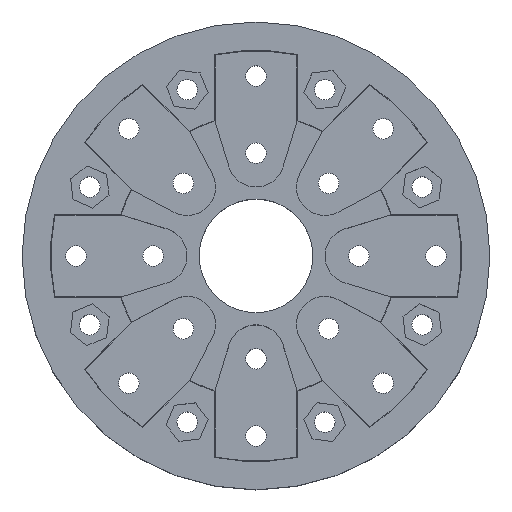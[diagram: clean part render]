
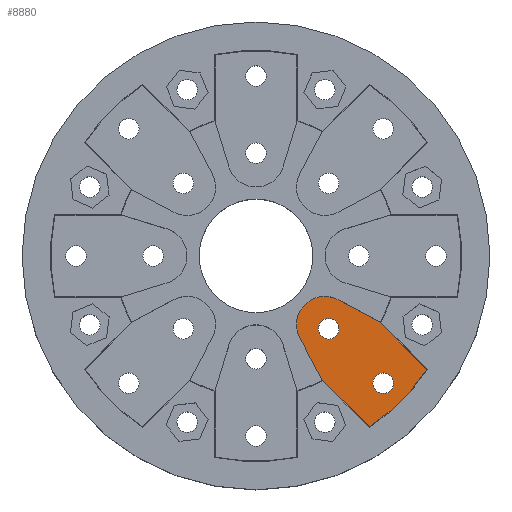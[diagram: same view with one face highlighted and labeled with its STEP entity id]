
A CAD part, top view. The second image highlights one B-rep face of the part: STEP entity #8880.
In plain terms, the highlighted planar face has unit normal (0, 0, 1).
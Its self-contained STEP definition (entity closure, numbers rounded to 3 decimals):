
#29=FACE_BOUND('',#940,.T.);
#30=FACE_BOUND('',#941,.T.);
#125=PLANE('',#9422);
#478=FACE_OUTER_BOUND('',#939,.T.);
#939=EDGE_LOOP('',(#6156,#6157,#6158,#6159,#6160,#6161,#6162,#6163));
#940=EDGE_LOOP('',(#6164));
#941=EDGE_LOOP('',(#6165));
#1498=LINE('',#12923,#2503);
#1501=LINE('',#12929,#2506);
#1502=LINE('',#12933,#2507);
#1503=LINE('',#12937,#2508);
#2503=VECTOR('',#10340,10.);
#2506=VECTOR('',#10345,10.);
#2507=VECTOR('',#10348,10.);
#2508=VECTOR('',#10351,10.);
#3478=CIRCLE('',#9344,2.);
#3520=CIRCLE('',#9407,2.);
#3527=CIRCLE('',#9419,5.5);
#3529=CIRCLE('',#9423,27.4);
#3530=CIRCLE('',#9424,39.9);
#3531=CIRCLE('',#9425,27.4);
#3812=VERTEX_POINT('',#12753);
#3854=VERTEX_POINT('',#12879);
#3867=VERTEX_POINT('',#12913);
#3868=VERTEX_POINT('',#12914);
#3871=VERTEX_POINT('',#12922);
#3873=VERTEX_POINT('',#12928);
#3874=VERTEX_POINT('',#12930);
#3875=VERTEX_POINT('',#12932);
#3876=VERTEX_POINT('',#12934);
#3877=VERTEX_POINT('',#12936);
#4706=EDGE_CURVE('',#3812,#3812,#3478,.T.);
#4769=EDGE_CURVE('',#3854,#3854,#3520,.T.);
#4784=EDGE_CURVE('',#3867,#3868,#3527,.T.);
#4788=EDGE_CURVE('',#3871,#3867,#1498,.T.);
#4791=EDGE_CURVE('',#3868,#3873,#1501,.T.);
#4792=EDGE_CURVE('',#3874,#3873,#3529,.T.);
#4793=EDGE_CURVE('',#3874,#3875,#1502,.F.);
#4794=EDGE_CURVE('',#3875,#3876,#3530,.F.);
#4795=EDGE_CURVE('',#3876,#3877,#1503,.F.);
#4796=EDGE_CURVE('',#3877,#3871,#3531,.T.);
#6156=ORIENTED_EDGE('',*,*,#4784,.T.);
#6157=ORIENTED_EDGE('',*,*,#4791,.T.);
#6158=ORIENTED_EDGE('',*,*,#4792,.F.);
#6159=ORIENTED_EDGE('',*,*,#4793,.T.);
#6160=ORIENTED_EDGE('',*,*,#4794,.T.);
#6161=ORIENTED_EDGE('',*,*,#4795,.T.);
#6162=ORIENTED_EDGE('',*,*,#4796,.T.);
#6163=ORIENTED_EDGE('',*,*,#4788,.T.);
#6164=ORIENTED_EDGE('',*,*,#4706,.T.);
#6165=ORIENTED_EDGE('',*,*,#4769,.T.);
#8880=ADVANCED_FACE('',(#478,#29,#30),#125,.T.);
#9344=AXIS2_PLACEMENT_3D('',#12755,#10153,#10154);
#9407=AXIS2_PLACEMENT_3D('',#12881,#10300,#10301);
#9419=AXIS2_PLACEMENT_3D('',#12915,#10332,#10333);
#9422=AXIS2_PLACEMENT_3D('',#12927,#10343,#10344);
#9423=AXIS2_PLACEMENT_3D('',#12931,#10346,#10347);
#9424=AXIS2_PLACEMENT_3D('',#12935,#10349,#10350);
#9425=AXIS2_PLACEMENT_3D('',#12938,#10352,#10353);
#10153=DIRECTION('center_axis',(0.,0.,-1.));
#10154=DIRECTION('ref_axis',(1.,0.,0.));
#10300=DIRECTION('center_axis',(0.,0.,-1.));
#10301=DIRECTION('ref_axis',(1.,0.,0.));
#10332=DIRECTION('center_axis',(0.,0.,1.));
#10333=DIRECTION('ref_axis',(-0.882,-0.471,0.));
#10340=DIRECTION('',(-0.882,0.471,0.));
#10343=DIRECTION('center_axis',(0.,0.,1.));
#10344=DIRECTION('ref_axis',(1.,0.,0.));
#10345=DIRECTION('',(0.471,-0.882,0.));
#10346=DIRECTION('center_axis',(0.,0.,-1.));
#10347=DIRECTION('ref_axis',(1.,0.,0.));
#10348=DIRECTION('',(-0.707,0.707,0.));
#10349=DIRECTION('center_axis',(0.,0.,-1.));
#10350=DIRECTION('ref_axis',(1.,0.,0.));
#10351=DIRECTION('',(0.707,-0.707,0.));
#10352=DIRECTION('center_axis',(0.,0.,1.));
#10353=DIRECTION('ref_axis',(1.,0.,0.));
#12753=CARTESIAN_POINT('',(22.749,-24.749,8.));
#12755=CARTESIAN_POINT('Origin',(24.749,-24.749,8.));
#12879=CARTESIAN_POINT('',(12.142,-14.142,8.));
#12881=CARTESIAN_POINT('Origin',(14.142,-14.142,8.));
#12913=CARTESIAN_POINT('',(15.958,-8.516,8.));
#12914=CARTESIAN_POINT('',(8.516,-15.958,8.));
#12915=CARTESIAN_POINT('Origin',(13.369,-13.369,8.));
#12922=CARTESIAN_POINT('',(24.173,-12.9,8.));
#12923=CARTESIAN_POINT('',(5.514,-2.943,8.));
#12927=CARTESIAN_POINT('Origin',(0.,0.,8.));
#12928=CARTESIAN_POINT('',(12.9,-24.173,8.));
#12929=CARTESIAN_POINT('',(6.474,-12.131,8.));
#12930=CARTESIAN_POINT('',(12.966,-24.138,8.));
#12931=CARTESIAN_POINT('Origin',(0.,0.,8.));
#12932=CARTESIAN_POINT('',(22.069,-33.241,8.));
#12933=CARTESIAN_POINT('',(3.716,-14.888,8.));
#12934=CARTESIAN_POINT('',(33.241,-22.069,8.));
#12935=CARTESIAN_POINT('Origin',(0.,0.,8.));
#12936=CARTESIAN_POINT('',(24.138,-12.966,8.));
#12937=CARTESIAN_POINT('',(19.443,-8.27,8.));
#12938=CARTESIAN_POINT('Origin',(0.,0.,8.));
